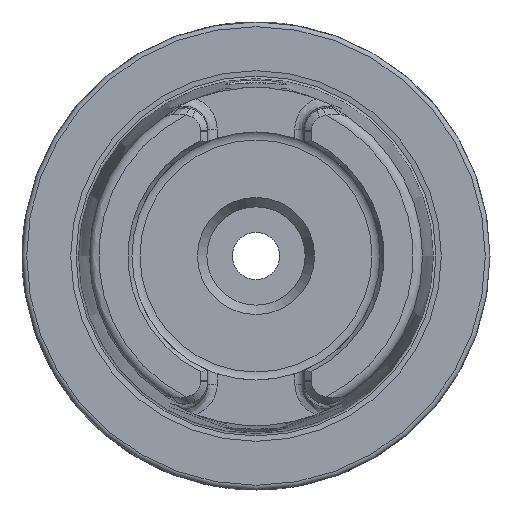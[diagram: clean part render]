
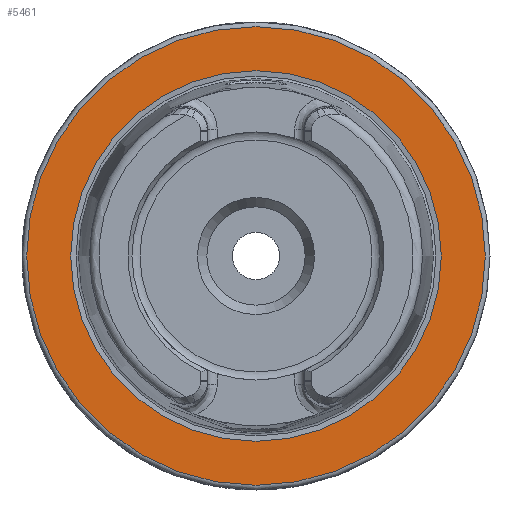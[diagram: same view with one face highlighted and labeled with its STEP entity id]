
A CAD part, left-side view. The second image highlights one B-rep face of the part: STEP entity #5461.
In plain terms, the highlighted planar face has unit normal (-1, 0, 0).
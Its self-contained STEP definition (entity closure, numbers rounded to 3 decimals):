
#126=FACE_BOUND('',#991,.T.);
#466=PLANE('',#5926);
#681=FACE_OUTER_BOUND('',#990,.T.);
#990=EDGE_LOOP('',(#4534,#4535));
#991=EDGE_LOOP('',(#4536,#4537));
#1821=CIRCLE('',#5924,39.587);
#1822=CIRCLE('',#5925,39.587);
#1823=CIRCLE('',#5927,49.);
#1824=CIRCLE('',#5928,49.);
#2378=VERTEX_POINT('',#12316);
#2379=VERTEX_POINT('',#12318);
#2380=VERTEX_POINT('',#12322);
#2381=VERTEX_POINT('',#12323);
#3146=EDGE_CURVE('',#2379,#2378,#1821,.T.);
#3147=EDGE_CURVE('',#2378,#2379,#1822,.T.);
#3148=EDGE_CURVE('',#2380,#2381,#1823,.T.);
#3149=EDGE_CURVE('',#2381,#2380,#1824,.T.);
#4534=ORIENTED_EDGE('',*,*,#3148,.F.);
#4535=ORIENTED_EDGE('',*,*,#3149,.F.);
#4536=ORIENTED_EDGE('',*,*,#3146,.T.);
#4537=ORIENTED_EDGE('',*,*,#3147,.T.);
#5461=ADVANCED_FACE('',(#681,#126),#466,.T.);
#5924=AXIS2_PLACEMENT_3D('',#12319,#7066,#7067);
#5925=AXIS2_PLACEMENT_3D('',#12320,#7068,#7069);
#5926=AXIS2_PLACEMENT_3D('',#12321,#7070,#7071);
#5927=AXIS2_PLACEMENT_3D('',#12324,#7072,#7073);
#5928=AXIS2_PLACEMENT_3D('',#12325,#7074,#7075);
#7066=DIRECTION('center_axis',(1.,0.,0.));
#7067=DIRECTION('ref_axis',(0.,0.,-1.));
#7068=DIRECTION('center_axis',(1.,0.,0.));
#7069=DIRECTION('ref_axis',(0.,0.,-1.));
#7070=DIRECTION('center_axis',(-1.,0.,0.));
#7071=DIRECTION('ref_axis',(0.,0.,1.));
#7072=DIRECTION('center_axis',(1.,0.,0.));
#7073=DIRECTION('ref_axis',(0.,0.,-1.));
#7074=DIRECTION('center_axis',(1.,0.,0.));
#7075=DIRECTION('ref_axis',(0.,0.,-1.));
#12316=CARTESIAN_POINT('',(0.,-39.587,0.));
#12318=CARTESIAN_POINT('',(0.,39.587,0.));
#12319=CARTESIAN_POINT('Origin',(0.,0.,0.));
#12320=CARTESIAN_POINT('Origin',(0.,0.,0.));
#12321=CARTESIAN_POINT('Origin',(0.,49.,
0.));
#12322=CARTESIAN_POINT('',(0.,49.,0.));
#12323=CARTESIAN_POINT('',(0.,0.,
49.));
#12324=CARTESIAN_POINT('Origin',(0.,0.,0.));
#12325=CARTESIAN_POINT('Origin',(0.,0.,0.));
